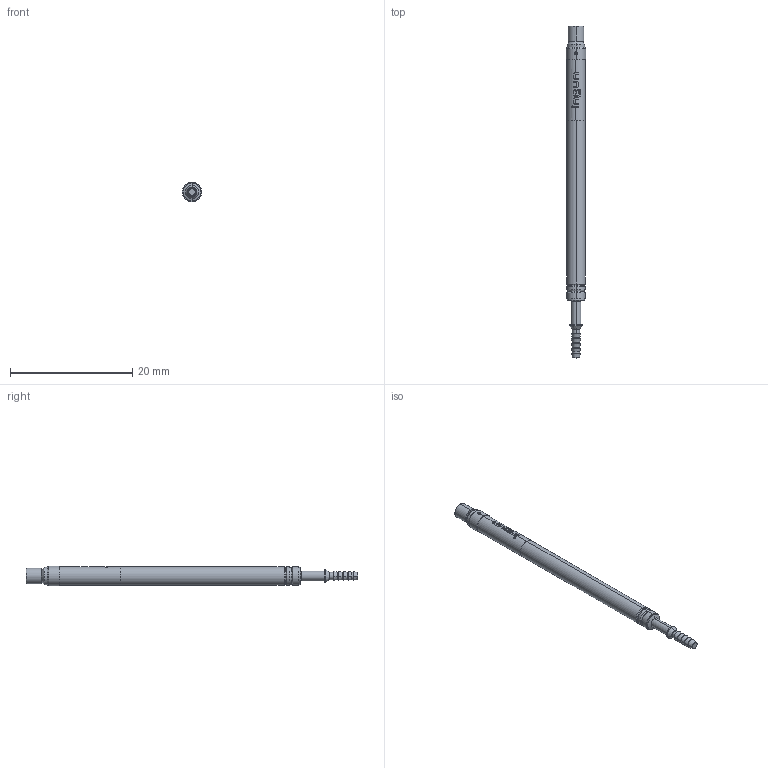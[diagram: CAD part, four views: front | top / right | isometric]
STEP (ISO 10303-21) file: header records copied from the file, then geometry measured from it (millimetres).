
FILE_DESCRIPTION (( 'STEP AP203' ), '1' );
FILE_NAME ('INGUN_PKS-299_302_250_A_xx02_BH.STEP', '2022-03-03T08:44:23', ( 'ochi' ), ( '' ), 'SwSTEP 2.0', 'SolidWorks 2018', '' );
FILE_SCHEMA (( 'CONFIG_CONTROL_DESIGN' ));
Length unit declared in the file: millimetre
Products named in the file (1): INGUN_PKS-299_302_250_A_xx02_BH
Bounding box: 3.2 x 54.4 x 3.2 mm (x, y, z)
Volume: 324.1 mm3; surface area: 484.5 mm2
Topology: 1 solids, 1 shells, 162 faces, 406 edges, 258 vertices
Faces by surface type: plane 55, cylinder 49, bspline 30, cone 18, torus 10
Entity records: 6631 total; most frequent: CARTESIAN_POINT 3177, ORIENTED_EDGE 812, DIRECTION 526, EDGE_CURVE 406, VERTEX_POINT 258, B_SPLINE_CURVE_WITH_KNOTS 242, AXIS2_PLACEMENT_3D 229, EDGE_LOOP 174
